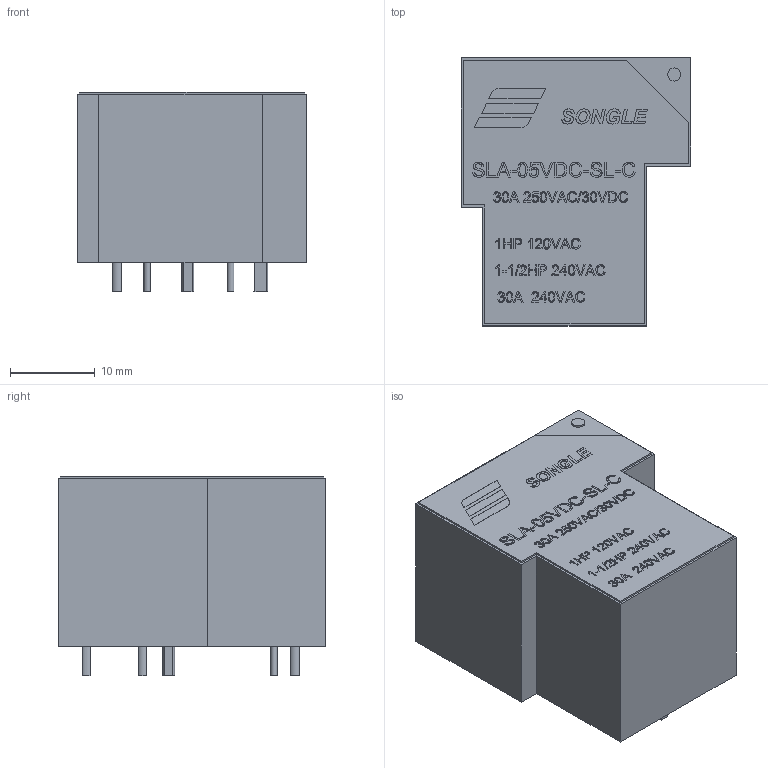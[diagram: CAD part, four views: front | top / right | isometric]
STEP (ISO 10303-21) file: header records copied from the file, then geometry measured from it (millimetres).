
FILE_DESCRIPTION(/* description */ ('Unknown'),/* implementation_level */ '2;1');
FILE_NAME(/* name */ 'Relay - SLA-05VDC-SL-C',/* time_stamp */ '2018-10-29T21:23:26-04:00',/* author */ ('Unknown'),/* organization */ ('Unknown'),/* preprocessor_version */ 'ST-DEVELOPER v16.7',/* originating_system */ 'DEX',/* authorisation */ $);
FILE_SCHEMA (('AUTOMOTIVE_DESIGN {1 0 10303 214 3 1 1}'));
Length unit declared in the file: millimetre
Products named in the file (1): Relay - SLA-05VDC-SL-C
Bounding box: 27.08 x 31.6 x 23.52 mm (x, y, z)
Volume: 14083.4 mm3; surface area: 4273.5 mm2
Topology: 1 solids, 21 shells, 753 faces, 1833 edges, 1222 vertices
Faces by surface type: plane 582, bspline 150, cylinder 21
Full cylindrical faces by diameter (mm): 0.813 x2, 1.551 x1
Entity records: 33796 total; most frequent: CARTESIAN_POINT 13464, ORIENTED_EDGE 3616, DIRECTION 1944, EDGE_CURVE 1808, VERTEX_POINT 1222, B_SPLINE_CURVE_WITH_KNOTS 1106, EDGE_LOOP 890, FACE_BOUND 890
